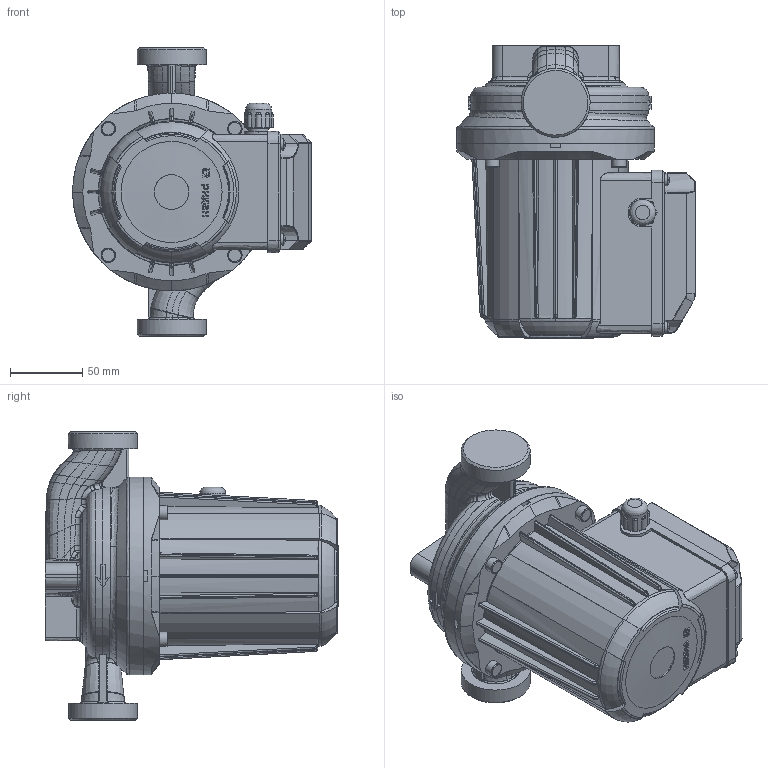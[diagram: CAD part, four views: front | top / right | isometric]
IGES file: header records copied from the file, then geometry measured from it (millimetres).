
Global section: file name: 015P1230 (RW 25-120S 200); native system: AutoCAD 2021 — Русский (Russian),62HAutod; preprocessor: esk Translation Framework DWG producer (atf_dwg_producer); organization: unknown; date: 20240901.222744; units: millimetre
Bounding box: 165.3 x 203.41 x 200 mm (x, y, z)
Volume: 47192.7 mm3; surface area: 186076.4 mm2
Topology: 10 solids, 10 shells, 1157 faces, 19590 edges, 19263 vertices
Faces by surface type: bspline 898, revolution 259
